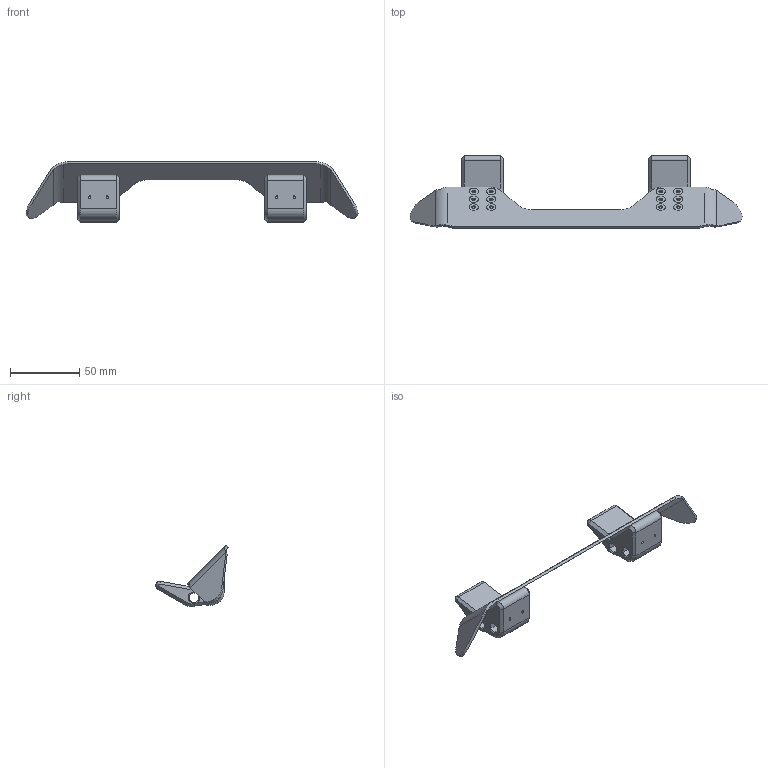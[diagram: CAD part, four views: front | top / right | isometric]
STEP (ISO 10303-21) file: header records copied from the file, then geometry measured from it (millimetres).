
FILE_DESCRIPTION (( 'STEP AP203' ), '1' );
FILE_NAME ('PBK Wedge.STEP', '2023-08-15T13:43:49', ( '' ), ( '' ), 'SwSTEP 2.0', 'SolidWorks 2021', '' );
FILE_SCHEMA (( 'CONFIG_CONTROL_DESIGN' ));
Length unit declared in the file: millimetre
Products named in the file (4): 312-PBK-Mk1; 6x0500_FLATHEAD-PLASTITE_95893A374; PBK Wedge; 310-PBK-Mk1
Assembly tree (15 placements, depth 2):
  PBK Wedge
    310-PBK-Mk1
    312-PBK-Mk1  x2
    6x0500_FLATHEAD-PLASTITE_95893A374  x12
Bounding box: 239.59 x 52.29 x 44.39 mm (x, y, z)
Volume: 60831.4 mm3; surface area: 32367.9 mm2
Topology: 15 solids, 15 shells, 1110 faces, 2912 edges, 1836 vertices
Faces by surface type: cylinder 606, cone 276, plane 168, bspline 48, torus 12
Full cylindrical faces by diameter (mm): 1.5 x12, 2.103 x12, 3.658 x12
Entity records: 9315 total; most frequent: CARTESIAN_POINT 3381, ORIENTED_EDGE 1082, DIRECTION 990, EDGE_CURVE 541, AXIS2_PLACEMENT_3D 371, VERTEX_POINT 354, EDGE_LOOP 309, FACE_OUTER_BOUND 251
